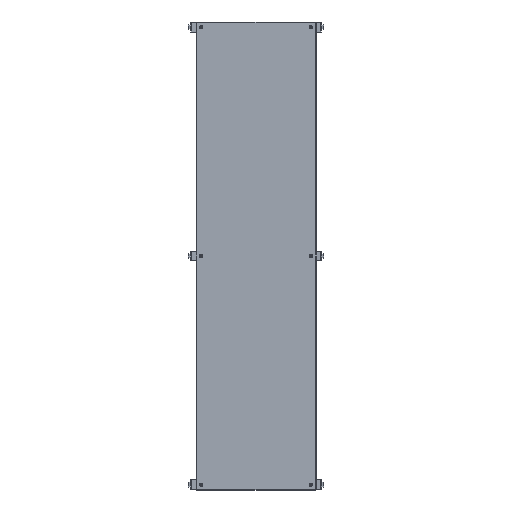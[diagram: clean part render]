
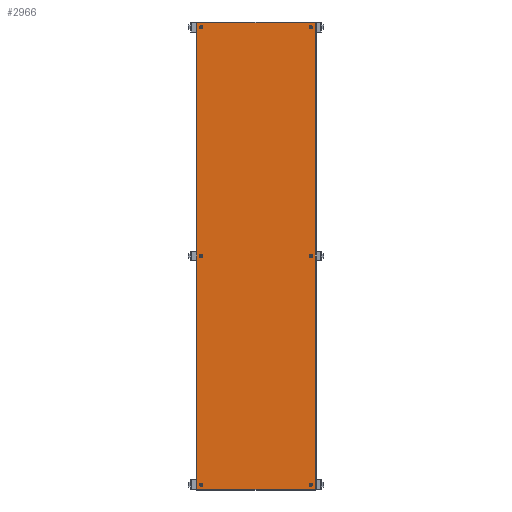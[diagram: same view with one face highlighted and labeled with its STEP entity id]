
A CAD part, front view. The second image highlights one B-rep face of the part: STEP entity #2966.
In plain terms, the highlighted planar face has unit normal (0, -1, 0).
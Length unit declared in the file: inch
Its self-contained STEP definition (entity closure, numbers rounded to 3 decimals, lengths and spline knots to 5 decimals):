
#66 = CIRCLE ( 'NONE', #635, 0.28125 ) ;
#129 = ORIENTED_EDGE ( 'NONE', *, *, #5799, .T. ) ;
#174 = CIRCLE ( 'NONE', #5456, 0.28125 ) ;
#216 = EDGE_LOOP ( 'NONE', ( #976, #5769, #6240, #7770 ) ) ;
#240 = EDGE_LOOP ( 'NONE', ( #129, #1169 ) ) ;
#340 = EDGE_CURVE ( 'NONE', #7803, #3492, #8009, .T. ) ;
#383 = ORIENTED_EDGE ( 'NONE', *, *, #4653, .T. ) ;
#386 = FACE_BOUND ( 'NONE', #5856, .T. ) ;
#422 = CIRCLE ( 'NONE', #6260, 0.28125 ) ;
#497 = ORIENTED_EDGE ( 'NONE', *, *, #340, .T. ) ;
#519 = AXIS2_PLACEMENT_3D ( 'NONE', #1257, #4391, #2549 ) ;
#581 = ORIENTED_EDGE ( 'NONE', *, *, #6416, .T. ) ;
#596 = CIRCLE ( 'NONE', #519, 0.28125 ) ;
#635 = AXIS2_PLACEMENT_3D ( 'NONE', #4226, #7890, #1038 ) ;
#658 = DIRECTION ( 'NONE',  ( 0., 0., 1. ) ) ;
#743 = DIRECTION ( 'NONE',  ( 0., 1., 0. ) ) ;
#788 = AXIS2_PLACEMENT_3D ( 'NONE', #1035, #2290, #6078 ) ;
#810 = VERTEX_POINT ( 'NONE', #3219 ) ;
#818 = DIRECTION ( 'NONE',  ( 0., 0., 1. ) ) ;
#882 = DIRECTION ( 'NONE',  ( 0., 1., 0. ) ) ;
#895 = DIRECTION ( 'NONE',  ( 0., 0., 1. ) ) ;
#967 = FACE_BOUND ( 'NONE', #240, .T. ) ;
#976 = ORIENTED_EDGE ( 'NONE', *, *, #6719, .F. ) ;
#1007 = EDGE_CURVE ( 'NONE', #5579, #1642, #7512, .T. ) ;
#1035 = CARTESIAN_POINT ( 'NONE',  ( 9.125, 0., 0. ) ) ;
#1038 = DIRECTION ( 'NONE',  ( 0., 0., 1. ) ) ;
#1112 = DIRECTION ( 'NONE',  ( 0., 0., 1. ) ) ;
#1155 = DIRECTION ( 'NONE',  ( 0., 1., 0. ) ) ;
#1169 = ORIENTED_EDGE ( 'NONE', *, *, #6533, .T. ) ;
#1204 = CIRCLE ( 'NONE', #3977, 0.28125 ) ;
#1257 = CARTESIAN_POINT ( 'NONE',  ( -9.125, 0., 0. ) ) ;
#1274 = CARTESIAN_POINT ( 'NONE',  ( -9.125, 0., -0.28125 ) ) ;
#1442 = DIRECTION ( 'NONE',  ( 0., 0., 1. ) ) ;
#1445 = DIRECTION ( 'NONE',  ( 0., 1., 0. ) ) ;
#1449 = VERTEX_POINT ( 'NONE', #2999 ) ;
#1516 = CARTESIAN_POINT ( 'NONE',  ( -9.857, 0., -38.857 ) ) ;
#1609 = CARTESIAN_POINT ( 'NONE',  ( -9.857, 0., 38.857 ) ) ;
#1627 = EDGE_CURVE ( 'NONE', #2249, #810, #6462, .T. ) ;
#1642 = VERTEX_POINT ( 'NONE', #4471 ) ;
#1739 = VERTEX_POINT ( 'NONE', #4238 ) ;
#1965 = EDGE_LOOP ( 'NONE', ( #7786, #6350 ) ) ;
#2044 = EDGE_CURVE ( 'NONE', #810, #2249, #4852, .T. ) ;
#2079 = AXIS2_PLACEMENT_3D ( 'NONE', #2747, #1445, #818 ) ;
#2085 = CARTESIAN_POINT ( 'NONE',  ( 9.125, 0., -38.125 ) ) ;
#2249 = VERTEX_POINT ( 'NONE', #8002 ) ;
#2290 = DIRECTION ( 'NONE',  ( 0., 1., 0. ) ) ;
#2302 = DIRECTION ( 'NONE',  ( 0., 0., -1. ) ) ;
#2427 = FACE_BOUND ( 'NONE', #6548, .T. ) ;
#2480 = LINE ( 'NONE', #1609, #4998 ) ;
#2540 = AXIS2_PLACEMENT_3D ( 'NONE', #6979, #6373, #1442 ) ;
#2549 = DIRECTION ( 'NONE',  ( 0., 0., 1. ) ) ;
#2704 = CIRCLE ( 'NONE', #4253, 0.28125 ) ;
#2724 = VECTOR ( 'NONE', #4721, 39.37008 ) ;
#2735 = LINE ( 'NONE', #4705, #5154 ) ;
#2747 = CARTESIAN_POINT ( 'NONE',  ( 9.125, 0., 0. ) ) ;
#2791 = EDGE_CURVE ( 'NONE', #6715, #1449, #3502, .T. ) ;
#2849 = DIRECTION ( 'NONE',  ( 0., 1., 0. ) ) ;
#2959 = EDGE_LOOP ( 'NONE', ( #3432, #581 ) ) ;
#2966 = ADVANCED_FACE ( 'NONE', ( #5337, #386, #2427, #7774, #7963, #967, #6605 ), #7587, .F. ) ;
#2999 = CARTESIAN_POINT ( 'NONE',  ( 9.125, 0., -0.28125 ) ) ;
#3219 = CARTESIAN_POINT ( 'NONE',  ( -9.125, 0., 37.84375 ) ) ;
#3291 = EDGE_CURVE ( 'NONE', #7300, #4967, #2704, .T. ) ;
#3432 = ORIENTED_EDGE ( 'NONE', *, *, #6223, .T. ) ;
#3474 = CARTESIAN_POINT ( 'NONE',  ( -9.857, 0., 38.857 ) ) ;
#3492 = VERTEX_POINT ( 'NONE', #6934 ) ;
#3502 = CIRCLE ( 'NONE', #788, 0.28125 ) ;
#3580 = DIRECTION ( 'NONE',  ( 0., 1., 0. ) ) ;
#3789 = CARTESIAN_POINT ( 'NONE',  ( -9.857, 0., 38.857 ) ) ;
#3967 = DIRECTION ( 'NONE',  ( 0., 0., 1. ) ) ;
#3977 = AXIS2_PLACEMENT_3D ( 'NONE', #6412, #7640, #6323 ) ;
#4008 = CARTESIAN_POINT ( 'NONE',  ( -9.125, 0., -38.40625 ) ) ;
#4226 = CARTESIAN_POINT ( 'NONE',  ( -9.125, 0., -38.125 ) ) ;
#4238 = CARTESIAN_POINT ( 'NONE',  ( 9.125, 0., 38.40625 ) ) ;
#4253 = AXIS2_PLACEMENT_3D ( 'NONE', #6704, #1155, #1112 ) ;
#4329 = CIRCLE ( 'NONE', #7901, 0.28125 ) ;
#4391 = DIRECTION ( 'NONE',  ( 0., 1., 0. ) ) ;
#4440 = DIRECTION ( 'NONE',  ( 0., 0., 1. ) ) ;
#4452 = EDGE_CURVE ( 'NONE', #3492, #7803, #174, .T. ) ;
#4471 = CARTESIAN_POINT ( 'NONE',  ( 9.857, 0., -38.857 ) ) ;
#4492 = DIRECTION ( 'NONE',  ( 0., 1., 0. ) ) ;
#4493 = VERTEX_POINT ( 'NONE', #1274 ) ;
#4653 = EDGE_CURVE ( 'NONE', #4967, #7300, #66, .T. ) ;
#4705 = CARTESIAN_POINT ( 'NONE',  ( -9.857, 0., -38.857 ) ) ;
#4721 = DIRECTION ( 'NONE',  ( 1., 0., 0. ) ) ;
#4739 = CARTESIAN_POINT ( 'NONE',  ( 9.857, 0., 38.857 ) ) ;
#4821 = DIRECTION ( 'NONE',  ( 0., 0., 1. ) ) ;
#4852 = CIRCLE ( 'NONE', #5990, 0.28125 ) ;
#4967 = VERTEX_POINT ( 'NONE', #4008 ) ;
#4998 = VECTOR ( 'NONE', #5402, 39.37008 ) ;
#5146 = VERTEX_POINT ( 'NONE', #7935 ) ;
#5154 = VECTOR ( 'NONE', #5281, 39.37008 ) ;
#5157 = ORIENTED_EDGE ( 'NONE', *, *, #2791, .T. ) ;
#5281 = DIRECTION ( 'NONE',  ( -1., 0., 0. ) ) ;
#5300 = CARTESIAN_POINT ( 'NONE',  ( 9.857, 0., 38.857 ) ) ;
#5337 = FACE_OUTER_BOUND ( 'NONE', #216, .T. ) ;
#5376 = ORIENTED_EDGE ( 'NONE', *, *, #6626, .T. ) ;
#5402 = DIRECTION ( 'NONE',  ( 0., 0., 1. ) ) ;
#5456 = AXIS2_PLACEMENT_3D ( 'NONE', #6358, #4492, #6991 ) ;
#5515 = EDGE_CURVE ( 'NONE', #7162, #5146, #2480, .T. ) ;
#5579 = VERTEX_POINT ( 'NONE', #5300 ) ;
#5735 = LINE ( 'NONE', #3474, #2724 ) ;
#5769 = ORIENTED_EDGE ( 'NONE', *, *, #1007, .F. ) ;
#5779 = VERTEX_POINT ( 'NONE', #6299 ) ;
#5797 = AXIS2_PLACEMENT_3D ( 'NONE', #3789, #7561, #4440 ) ;
#5799 = EDGE_CURVE ( 'NONE', #5779, #4493, #1204, .T. ) ;
#5856 = EDGE_LOOP ( 'NONE', ( #7795, #497 ) ) ;
#5990 = AXIS2_PLACEMENT_3D ( 'NONE', #7740, #2849, #895 ) ;
#6061 = VECTOR ( 'NONE', #2302, 39.37008 ) ;
#6066 = CARTESIAN_POINT ( 'NONE',  ( 9.125, 0., 38.125 ) ) ;
#6078 = DIRECTION ( 'NONE',  ( 0., 0., 1. ) ) ;
#6156 = CARTESIAN_POINT ( 'NONE',  ( 9.125, 0., 37.84375 ) ) ;
#6223 = EDGE_CURVE ( 'NONE', #1739, #7392, #422, .T. ) ;
#6240 = ORIENTED_EDGE ( 'NONE', *, *, #7260, .F. ) ;
#6260 = AXIS2_PLACEMENT_3D ( 'NONE', #6066, #3580, #4821 ) ;
#6299 = CARTESIAN_POINT ( 'NONE',  ( -9.125, 0., 0.28125 ) ) ;
#6323 = DIRECTION ( 'NONE',  ( 0., 0., 1. ) ) ;
#6350 = ORIENTED_EDGE ( 'NONE', *, *, #2044, .T. ) ;
#6358 = CARTESIAN_POINT ( 'NONE',  ( 9.125, 0., -38.125 ) ) ;
#6372 = EDGE_LOOP ( 'NONE', ( #6521, #383 ) ) ;
#6373 = DIRECTION ( 'NONE',  ( 0., 1., 0. ) ) ;
#6412 = CARTESIAN_POINT ( 'NONE',  ( -9.125, 0., 0. ) ) ;
#6416 = EDGE_CURVE ( 'NONE', #7392, #1739, #4329, .T. ) ;
#6453 = AXIS2_PLACEMENT_3D ( 'NONE', #2085, #882, #3967 ) ;
#6462 = CIRCLE ( 'NONE', #2540, 0.28125 ) ;
#6521 = ORIENTED_EDGE ( 'NONE', *, *, #3291, .T. ) ;
#6533 = EDGE_CURVE ( 'NONE', #4493, #5779, #596, .T. ) ;
#6548 = EDGE_LOOP ( 'NONE', ( #5157, #5376 ) ) ;
#6565 = CARTESIAN_POINT ( 'NONE',  ( -9.125, 0., -37.84375 ) ) ;
#6605 = FACE_BOUND ( 'NONE', #6372, .T. ) ;
#6626 = EDGE_CURVE ( 'NONE', #1449, #6715, #7009, .T. ) ;
#6704 = CARTESIAN_POINT ( 'NONE',  ( -9.125, 0., -38.125 ) ) ;
#6715 = VERTEX_POINT ( 'NONE', #6981 ) ;
#6719 = EDGE_CURVE ( 'NONE', #1642, #7162, #2735, .T. ) ;
#6934 = CARTESIAN_POINT ( 'NONE',  ( 9.125, 0., -37.84375 ) ) ;
#6957 = CARTESIAN_POINT ( 'NONE',  ( 9.125, 0., 38.125 ) ) ;
#6979 = CARTESIAN_POINT ( 'NONE',  ( -9.125, 0., 38.125 ) ) ;
#6981 = CARTESIAN_POINT ( 'NONE',  ( 9.125, 0., 0.28125 ) ) ;
#6991 = DIRECTION ( 'NONE',  ( 0., 0., 1. ) ) ;
#7009 = CIRCLE ( 'NONE', #2079, 0.28125 ) ;
#7162 = VERTEX_POINT ( 'NONE', #1516 ) ;
#7224 = CARTESIAN_POINT ( 'NONE',  ( 9.125, 0., -38.40625 ) ) ;
#7260 = EDGE_CURVE ( 'NONE', #5146, #5579, #5735, .T. ) ;
#7300 = VERTEX_POINT ( 'NONE', #6565 ) ;
#7392 = VERTEX_POINT ( 'NONE', #6156 ) ;
#7512 = LINE ( 'NONE', #4739, #6061 ) ;
#7561 = DIRECTION ( 'NONE',  ( 0., 1., 0. ) ) ;
#7587 = PLANE ( 'NONE',  #5797 ) ;
#7640 = DIRECTION ( 'NONE',  ( 0., 1., 0. ) ) ;
#7740 = CARTESIAN_POINT ( 'NONE',  ( -9.125, 0., 38.125 ) ) ;
#7770 = ORIENTED_EDGE ( 'NONE', *, *, #5515, .F. ) ;
#7774 = FACE_BOUND ( 'NONE', #2959, .T. ) ;
#7786 = ORIENTED_EDGE ( 'NONE', *, *, #1627, .T. ) ;
#7795 = ORIENTED_EDGE ( 'NONE', *, *, #4452, .T. ) ;
#7803 = VERTEX_POINT ( 'NONE', #7224 ) ;
#7890 = DIRECTION ( 'NONE',  ( 0., 1., 0. ) ) ;
#7901 = AXIS2_PLACEMENT_3D ( 'NONE', #6957, #743, #658 ) ;
#7935 = CARTESIAN_POINT ( 'NONE',  ( -9.857, 0., 38.857 ) ) ;
#7963 = FACE_BOUND ( 'NONE', #1965, .T. ) ;
#8002 = CARTESIAN_POINT ( 'NONE',  ( -9.125, 0., 38.40625 ) ) ;
#8009 = CIRCLE ( 'NONE', #6453, 0.28125 ) ;
